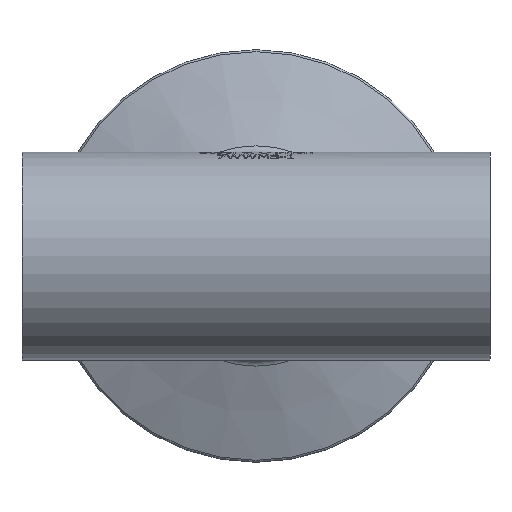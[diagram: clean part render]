
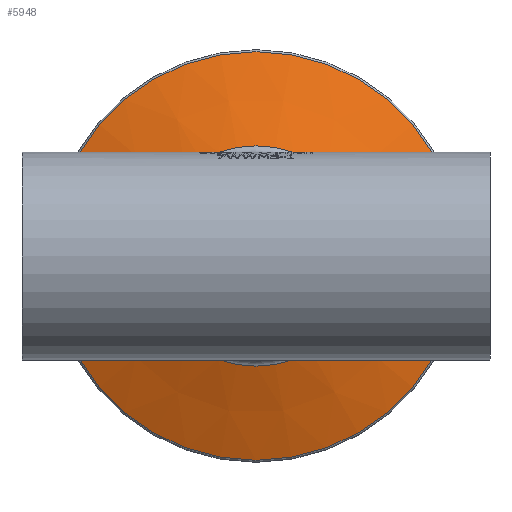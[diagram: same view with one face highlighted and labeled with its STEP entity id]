
A CAD part, front view. The second image highlights one B-rep face of the part: STEP entity #5948.
In plain terms, the highlighted conical face has half-angle 70 degrees and reference radius 18.948 mm.
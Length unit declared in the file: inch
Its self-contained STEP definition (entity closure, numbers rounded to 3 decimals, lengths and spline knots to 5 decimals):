
#13=CONICAL_SURFACE('',#6328,0.746,70.);
#139=FACE_BOUND('',#1138,.T.);
#754=FACE_OUTER_BOUND('',#1137,.T.);
#1137=EDGE_LOOP('',(#5549));
#1138=EDGE_LOOP('',(#5550));
#2365=CIRCLE('',#6327,0.98213);
#2366=CIRCLE('',#6329,0.52961);
#2953=VERTEX_POINT('',#12888);
#2954=VERTEX_POINT('',#12891);
#3821=EDGE_CURVE('',#2953,#2953,#2365,.T.);
#3822=EDGE_CURVE('',#2954,#2954,#2366,.T.);
#5549=ORIENTED_EDGE('',*,*,#3822,.F.);
#5550=ORIENTED_EDGE('',*,*,#3821,.F.);
#5948=ADVANCED_FACE('',(#754,#139),#13,.T.);
#6327=AXIS2_PLACEMENT_3D('',#12889,#7492,#7493);
#6328=AXIS2_PLACEMENT_3D('',#12890,#7494,#7495);
#6329=AXIS2_PLACEMENT_3D('',#12892,#7496,#7497);
#7492=DIRECTION('center_axis',(0.,1.,0.));
#7493=DIRECTION('ref_axis',(-1.,0.,0.));
#7494=DIRECTION('center_axis',(0.,1.,0.));
#7495=DIRECTION('ref_axis',(1.,0.,0.));
#7496=DIRECTION('center_axis',(0.,-1.,0.));
#7497=DIRECTION('ref_axis',(-1.,0.,0.));
#12888=CARTESIAN_POINT('',(0.98213,1.00941,0.));
#12889=CARTESIAN_POINT('Origin',(0.,1.00941,
0.));
#12890=CARTESIAN_POINT('Origin',(0.,0.92346,
0.));
#12891=CARTESIAN_POINT('',(0.52961,0.8447,0.));
#12892=CARTESIAN_POINT('Origin',(0.,0.8447,
0.));
